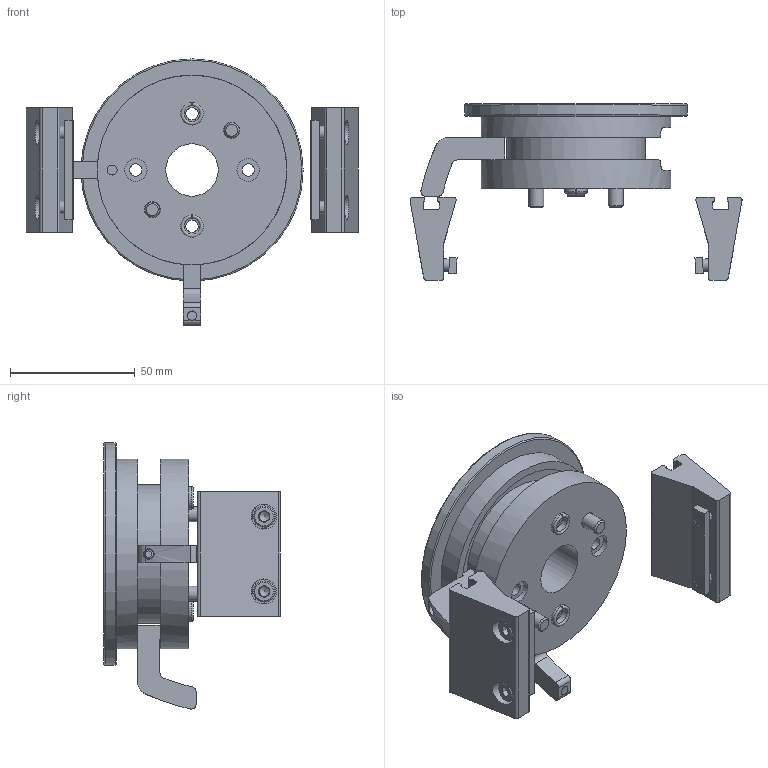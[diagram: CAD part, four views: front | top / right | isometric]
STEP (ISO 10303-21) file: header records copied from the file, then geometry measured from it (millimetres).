
FILE_DESCRIPTION(/* description */ ('STEP AP214'),/* implementation_level */ '2;1');
FILE_NAME(/* name */ '1551144_DASI-Q11-35-A-KT',/* time_stamp */ '2024-08-14T17:49:06+02:00',/* author */ ('License CC BY-ND 4.0'),/* organization */ ('CADENAS'),/* preprocessor_version */ 'ST-DEVELOPER v19.3',/* originating_system */ 'PARTsolutions',/* authorisation */ ' ');
FILE_SCHEMA (('AUTOMOTIVE_DESIGN {1 0 10303 214 3 1 1}'));
Length unit declared in the file: millimetre
Products named in the file (8): 1551144 DASI-Q11-35-A-KT---(0); 1516124 DRRD-35/40_p; DIN-912 - M6x35(F); 8137184 ZBH-9-B; 1548155 DASI-Q11-35/40-A-SL; 1550870 DASI-Q11-35-A-SR_p; DIN-912 - M5x8(F); 187388 ZVB-8-24---(Nutenstein)
Assembly tree (15 placements, depth 2):
  1551144 DASI-Q11-35-A-KT---(0)
    1516124 DRRD-35/40_p
    DIN-912 - M6x35(F)  x2
    8137184 ZBH-9-B  x2
    1548155 DASI-Q11-35/40-A-SL  x2
    1550870 DASI-Q11-35-A-SR_p  x2
    DIN-912 - M5x8(F)  x4
    187388 ZVB-8-24---(Nutenstein)  x2
Bounding box: 132.95 x 70.6 x 106.61 mm (x, y, z)
Volume: 159799.5 mm3; surface area: 54120.8 mm2
Topology: 15 solids, 15 shells, 388 faces, 845 edges, 514 vertices
Faces by surface type: plane 201, cylinder 99, cone 82, torus 6
Full cylindrical faces by diameter (mm): 3.7 x2, 4 x2, 4.134 x4, 4.2 x2, 4.917 x4, 5 x6, 6 x6, 6.5 x2, 8.5 x4, 9 x8, 10 x6, 11 x2, 21 x1, 55.5 x1, 76 x2, 89 x1
Entity records: 5548 total; most frequent: CARTESIAN_POINT 950, DIRECTION 915, ORIENTED_EDGE 722, AXIS2_PLACEMENT_3D 371, EDGE_CURVE 361, FACE_BOUND 299, EDGE_LOOP 297, VERTEX_POINT 260
